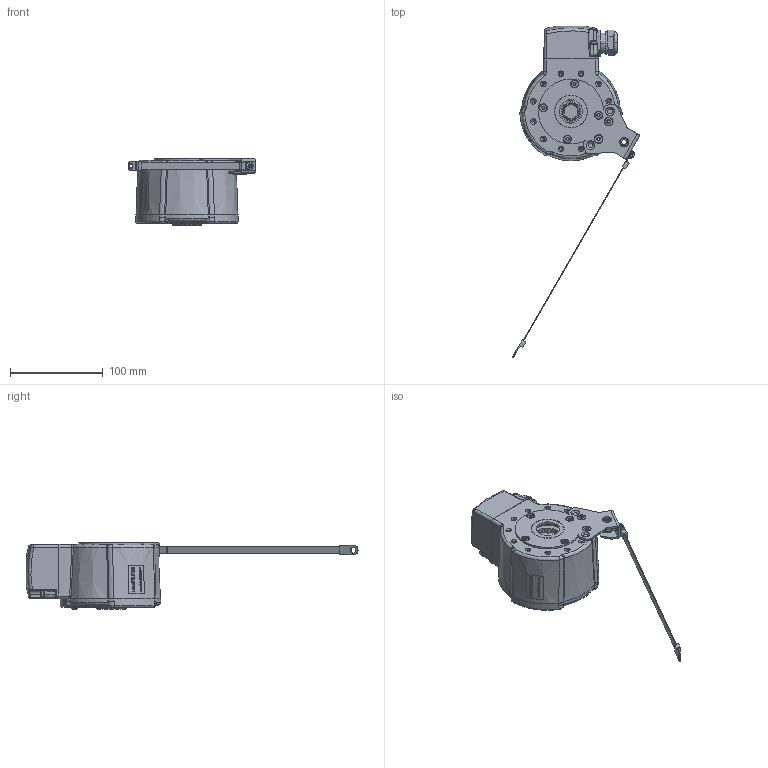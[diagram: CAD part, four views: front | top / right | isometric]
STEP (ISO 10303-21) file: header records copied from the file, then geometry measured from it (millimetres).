
FILE_DESCRIPTION((''),'2;1');
FILE_NAME('733714','2010-12-09T',('se2802'),(''),'PRO/ENGINEER BY PARAMETRIC TECHNOLOGY CORPORATION, 2010180','PRO/ENGINEER BY PARAMETRIC TECHNOLOGY CORPORATION, 2010180','');
FILE_SCHEMA(('CONFIG_CONTROL_DESIGN'));
Length unit declared in the file: millimetre
Products named in the file (1): 733714
Bounding box: 137.57 x 357.28 x 71.9 mm (x, y, z)
Volume: 300419.7 mm3; surface area: 138614.7 mm2
Topology: 43 solids, 43 shells, 1955 faces, 5063 edges, 3159 vertices
Faces by surface type: plane 620, cylinder 565, extrusion 326, torus 144, cone 144, sphere 80, bspline 75, revolution 1
Entity records: 72070 total; most frequent: CARTESIAN_POINT 26575, ORIENTED_EDGE 9844, DIRECTION 8641, EDGE_CURVE 4922, AXIS2_PLACEMENT_3D 3265, VERTEX_POINT 3159, EDGE_LOOP 2161, VECTOR 2110
